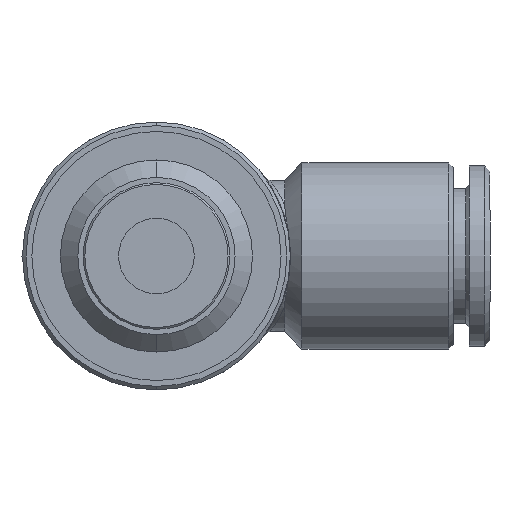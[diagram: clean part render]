
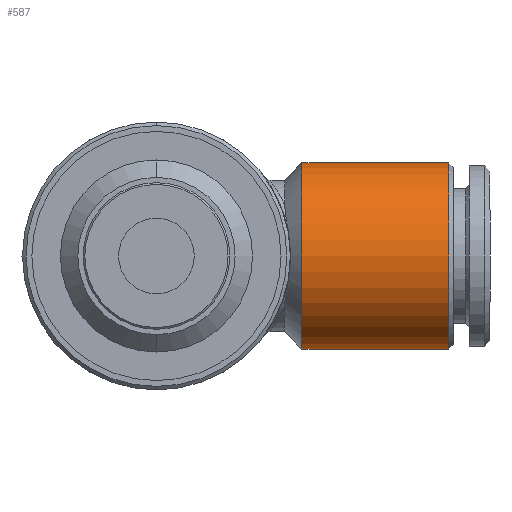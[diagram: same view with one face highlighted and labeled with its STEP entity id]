
A CAD part, front view. The second image highlights one B-rep face of the part: STEP entity #587.
In plain terms, the highlighted cylindrical face has radius 8 mm (diameter 16 mm), a partial arc.
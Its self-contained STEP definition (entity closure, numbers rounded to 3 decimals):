
#98 = VERTEX_POINT ( 'NONE', #1159 ) ;
#105 = VERTEX_POINT ( 'NONE', #1182 ) ;
#305 = EDGE_CURVE ( 'NONE', #98, #367, #1752, .T. ) ;
#366 = EDGE_CURVE ( 'NONE', #382, #105, #1998, .T. ) ;
#367 = VERTEX_POINT ( 'NONE', #1909 ) ;
#382 = VERTEX_POINT ( 'NONE', #1929 ) ;
#577 = EDGE_CURVE ( 'NONE', #105, #367, #2325, .T. ) ;
#587 = ADVANCED_FACE ( 'NONE', ( #2293 ), #2289, .T. ) ;
#588 = EDGE_LOOP ( 'NONE', ( #589, #590, #592, #593 ) ) ;
#589 = ORIENTED_EDGE ( 'NONE', *, *, #366, .F. ) ;
#590 = ORIENTED_EDGE ( 'NONE', *, *, #591, .T. ) ;
#591 = EDGE_CURVE ( 'NONE', #382, #98, #2284, .T. ) ;
#592 = ORIENTED_EDGE ( 'NONE', *, *, #305, .T. ) ;
#593 = ORIENTED_EDGE ( 'NONE', *, *, #577, .F. ) ;
#1159 = CARTESIAN_POINT ( 'NONE',  ( 25.1, 19.5, 8. ) ) ;
#1182 = CARTESIAN_POINT ( 'NONE',  ( 12.5, 19.5, -8. ) ) ;
#1749 = DIRECTION ( 'NONE',  ( -1., 0., 0. ) ) ;
#1750 = VECTOR ( 'NONE', #1749, 1000. ) ;
#1751 = CARTESIAN_POINT ( 'NONE',  ( -5.577, 19.5, 8. ) ) ;
#1752 = LINE ( 'NONE', #1751, #1750 ) ;
#1909 = CARTESIAN_POINT ( 'NONE',  ( 12.5, 19.5, 8. ) ) ;
#1929 = CARTESIAN_POINT ( 'NONE',  ( 25.1, 19.5, -8. ) ) ;
#1950 = VECTOR ( 'NONE', #1996, 1000. ) ;
#1996 = DIRECTION ( 'NONE',  ( -1., 0., 0. ) ) ;
#1997 = CARTESIAN_POINT ( 'NONE',  ( -5.577, 19.5, -8. ) ) ;
#1998 = LINE ( 'NONE', #1997, #1950 ) ;
#2280 = DIRECTION ( 'NONE',  ( 0., 0., 1. ) ) ;
#2281 = DIRECTION ( 'NONE',  ( -1., 0., 0. ) ) ;
#2282 = CARTESIAN_POINT ( 'NONE',  ( 25.1, 19.5, 0. ) ) ;
#2283 = AXIS2_PLACEMENT_3D ( 'NONE', #2282, #2281, #2280 ) ;
#2284 = CIRCLE ( 'NONE', #2283, 8. ) ;
#2285 = DIRECTION ( 'NONE',  ( 0., 0., 1. ) ) ;
#2286 = DIRECTION ( 'NONE',  ( -1., 0., 0. ) ) ;
#2287 = AXIS2_PLACEMENT_3D ( 'NONE', #2288, #2286, #2285 ) ;
#2288 = CARTESIAN_POINT ( 'NONE',  ( -5.577, 19.5, 0. ) ) ;
#2289 = CYLINDRICAL_SURFACE ( 'NONE', #2287, 8. ) ;
#2293 = FACE_OUTER_BOUND ( 'NONE', #588, .T. ) ;
#2307 = CARTESIAN_POINT ( 'NONE',  ( 12.5, 19.5, 0. ) ) ;
#2322 = DIRECTION ( 'NONE',  ( 0., 0., 1. ) ) ;
#2323 = DIRECTION ( 'NONE',  ( -1., 0., 0. ) ) ;
#2324 = AXIS2_PLACEMENT_3D ( 'NONE', #2307, #2323, #2322 ) ;
#2325 = CIRCLE ( 'NONE', #2324, 8. ) ;
